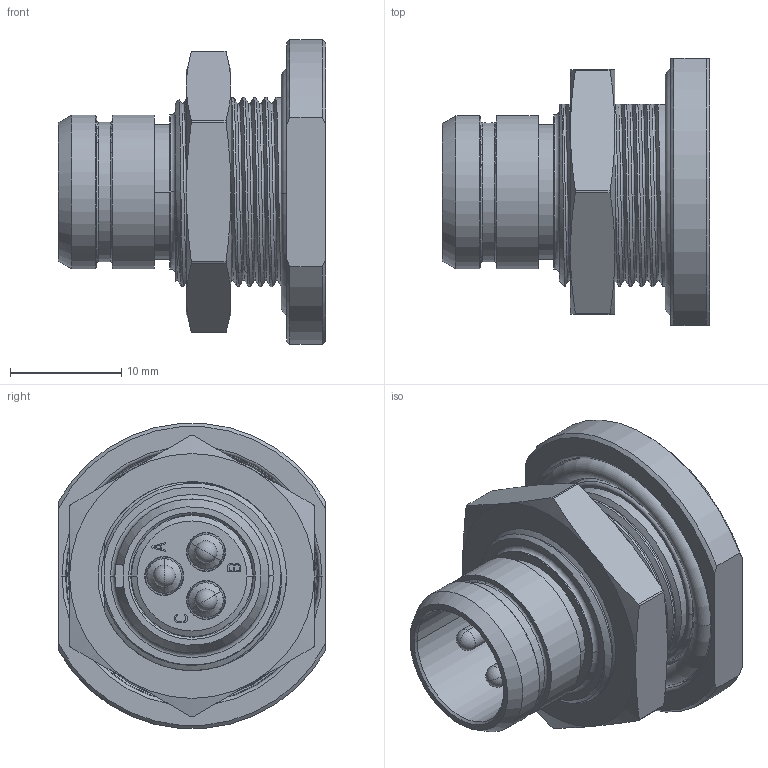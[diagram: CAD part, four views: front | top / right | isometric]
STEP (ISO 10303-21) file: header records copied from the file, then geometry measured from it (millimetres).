
FILE_DESCRIPTION((''),'2;1');
FILE_NAME('1332EV103MZ','2024-07-24T10:50:02',('paultorloting'),('NET AG system integration'),'CREO PARAMETRIC BY PTC INC, 2021404','CREO PARAMETRIC BY PTC INC, 2021404','');
FILE_SCHEMA(('AUTOMOTIVE_DESIGN { 1 0 10303 214 1 1 1 1 }'));
Length unit declared in the file: millimetre
Products named in the file (1): 1332EV103MZ
Bounding box: 24 x 24 x 27.41 mm (x, y, z)
Volume: 4609.7 mm3; surface area: 5246.9 mm2
Topology: 1 solids, 1 shells, 483 faces, 1284 edges, 825 vertices
Faces by surface type: plane 263, cylinder 97, cone 54, bspline 37, torus 26, sphere 6
Entity records: 23864 total; most frequent: CARTESIAN_POINT 9285, ORIENTED_EDGE 2544, DIRECTION 2234, EDGE_CURVE 1272, VERTEX_POINT 825, VECTOR 779, LINE 779, AXIS2_PLACEMENT_3D 726
